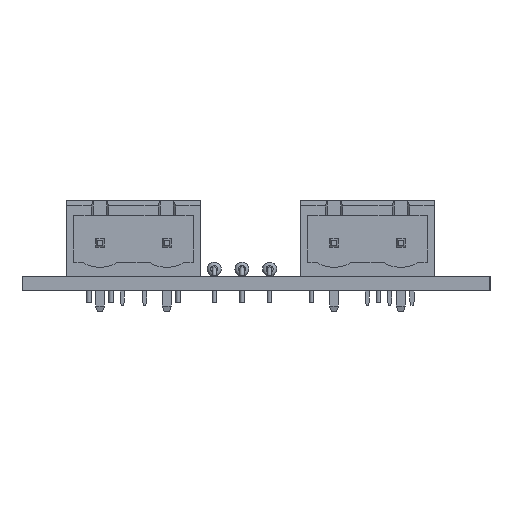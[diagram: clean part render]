
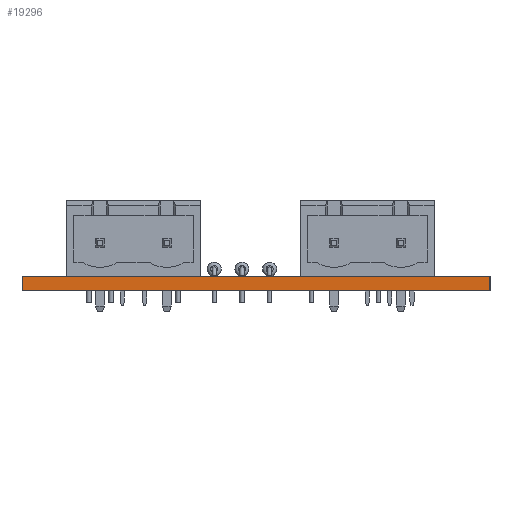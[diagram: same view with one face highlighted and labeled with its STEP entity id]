
A CAD part, left-side view. The second image highlights one B-rep face of the part: STEP entity #19296.
In plain terms, the highlighted planar face has unit normal (-1, 0, 0).
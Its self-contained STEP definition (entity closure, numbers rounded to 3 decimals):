
#19115 = PLANE('',#19116);
#19116 = AXIS2_PLACEMENT_3D('',#19117,#19118,#19119);
#19117 = CARTESIAN_POINT('',(64.516,53.34,0.));
#19118 = DIRECTION('',(0.,-1.,0.));
#19119 = DIRECTION('',(-1.,0.,0.));
#19140 = VERTEX_POINT('',#19141);
#19141 = CARTESIAN_POINT('',(0.,53.34,1.6));
#19155 = PLANE('',#19156);
#19156 = AXIS2_PLACEMENT_3D('',#19157,#19158,#19159);
#19157 = CARTESIAN_POINT('',(33.57,26.523,1.6));
#19158 = DIRECTION('',(0.,0.,1.));
#19159 = DIRECTION('',(1.,0.,0.));
#19167 = EDGE_CURVE('',#19168,#19140,#19170,.T.);
#19168 = VERTEX_POINT('',#19169);
#19169 = CARTESIAN_POINT('',(0.,53.34,0.));
#19170 = SURFACE_CURVE('',#19171,(#19175,#19182),.PCURVE_S1.);
#19171 = LINE('',#19172,#19173);
#19172 = CARTESIAN_POINT('',(0.,53.34,0.));
#19173 = VECTOR('',#19174,1.);
#19174 = DIRECTION('',(0.,0.,1.));
#19175 = PCURVE('',#19115,#19176);
#19176 = DEFINITIONAL_REPRESENTATION('',(#19177),#19181);
#19177 = LINE('',#19178,#19179);
#19178 = CARTESIAN_POINT('',(64.516,0.));
#19179 = VECTOR('',#19180,1.);
#19180 = DIRECTION('',(0.,-1.));
#19181 = ( GEOMETRIC_REPRESENTATION_CONTEXT(2) 
PARAMETRIC_REPRESENTATION_CONTEXT() REPRESENTATION_CONTEXT('2D SPACE',''
  ) );
#19182 = PCURVE('',#19183,#19188);
#19183 = PLANE('',#19184);
#19184 = AXIS2_PLACEMENT_3D('',#19185,#19186,#19187);
#19185 = CARTESIAN_POINT('',(0.,53.34,0.));
#19186 = DIRECTION('',(1.,0.,0.));
#19187 = DIRECTION('',(0.,-1.,0.));
#19188 = DEFINITIONAL_REPRESENTATION('',(#19189),#19193);
#19189 = LINE('',#19190,#19191);
#19190 = CARTESIAN_POINT('',(0.,0.));
#19191 = VECTOR('',#19192,1.);
#19192 = DIRECTION('',(0.,-1.));
#19193 = ( GEOMETRIC_REPRESENTATION_CONTEXT(2) 
PARAMETRIC_REPRESENTATION_CONTEXT() REPRESENTATION_CONTEXT('2D SPACE',''
  ) );
#19209 = PLANE('',#19210);
#19210 = AXIS2_PLACEMENT_3D('',#19211,#19212,#19213);
#19211 = CARTESIAN_POINT('',(33.57,26.523,0.));
#19212 = DIRECTION('',(0.,0.,1.));
#19213 = DIRECTION('',(1.,0.,0.));
#19296 = ADVANCED_FACE('',(#19297),#19183,.F.);
#19297 = FACE_BOUND('',#19298,.F.);
#19298 = EDGE_LOOP('',(#19299,#19300,#19323,#19351));
#19299 = ORIENTED_EDGE('',*,*,#19167,.T.);
#19300 = ORIENTED_EDGE('',*,*,#19301,.T.);
#19301 = EDGE_CURVE('',#19140,#19302,#19304,.T.);
#19302 = VERTEX_POINT('',#19303);
#19303 = CARTESIAN_POINT('',(0.,0.,1.6));
#19304 = SURFACE_CURVE('',#19305,(#19309,#19316),.PCURVE_S1.);
#19305 = LINE('',#19306,#19307);
#19306 = CARTESIAN_POINT('',(0.,53.34,1.6));
#19307 = VECTOR('',#19308,1.);
#19308 = DIRECTION('',(0.,-1.,0.));
#19309 = PCURVE('',#19183,#19310);
#19310 = DEFINITIONAL_REPRESENTATION('',(#19311),#19315);
#19311 = LINE('',#19312,#19313);
#19312 = CARTESIAN_POINT('',(0.,-1.6));
#19313 = VECTOR('',#19314,1.);
#19314 = DIRECTION('',(1.,0.));
#19315 = ( GEOMETRIC_REPRESENTATION_CONTEXT(2) 
PARAMETRIC_REPRESENTATION_CONTEXT() REPRESENTATION_CONTEXT('2D SPACE',''
  ) );
#19316 = PCURVE('',#19155,#19317);
#19317 = DEFINITIONAL_REPRESENTATION('',(#19318),#19322);
#19318 = LINE('',#19319,#19320);
#19319 = CARTESIAN_POINT('',(-33.57,26.817));
#19320 = VECTOR('',#19321,1.);
#19321 = DIRECTION('',(0.,-1.));
#19322 = ( GEOMETRIC_REPRESENTATION_CONTEXT(2) 
PARAMETRIC_REPRESENTATION_CONTEXT() REPRESENTATION_CONTEXT('2D SPACE',''
  ) );
#19323 = ORIENTED_EDGE('',*,*,#19324,.F.);
#19324 = EDGE_CURVE('',#19325,#19302,#19327,.T.);
#19325 = VERTEX_POINT('',#19326);
#19326 = CARTESIAN_POINT('',(0.,0.,0.));
#19327 = SURFACE_CURVE('',#19328,(#19332,#19339),.PCURVE_S1.);
#19328 = LINE('',#19329,#19330);
#19329 = CARTESIAN_POINT('',(0.,0.,0.));
#19330 = VECTOR('',#19331,1.);
#19331 = DIRECTION('',(0.,0.,1.));
#19332 = PCURVE('',#19183,#19333);
#19333 = DEFINITIONAL_REPRESENTATION('',(#19334),#19338);
#19334 = LINE('',#19335,#19336);
#19335 = CARTESIAN_POINT('',(53.34,0.));
#19336 = VECTOR('',#19337,1.);
#19337 = DIRECTION('',(0.,-1.));
#19338 = ( GEOMETRIC_REPRESENTATION_CONTEXT(2) 
PARAMETRIC_REPRESENTATION_CONTEXT() REPRESENTATION_CONTEXT('2D SPACE',''
  ) );
#19339 = PCURVE('',#19340,#19345);
#19340 = PLANE('',#19341);
#19341 = AXIS2_PLACEMENT_3D('',#19342,#19343,#19344);
#19342 = CARTESIAN_POINT('',(0.,0.,0.));
#19343 = DIRECTION('',(0.,1.,0.));
#19344 = DIRECTION('',(1.,0.,0.));
#19345 = DEFINITIONAL_REPRESENTATION('',(#19346),#19350);
#19346 = LINE('',#19347,#19348);
#19347 = CARTESIAN_POINT('',(0.,0.));
#19348 = VECTOR('',#19349,1.);
#19349 = DIRECTION('',(0.,-1.));
#19350 = ( GEOMETRIC_REPRESENTATION_CONTEXT(2) 
PARAMETRIC_REPRESENTATION_CONTEXT() REPRESENTATION_CONTEXT('2D SPACE',''
  ) );
#19351 = ORIENTED_EDGE('',*,*,#19352,.F.);
#19352 = EDGE_CURVE('',#19168,#19325,#19353,.T.);
#19353 = SURFACE_CURVE('',#19354,(#19358,#19365),.PCURVE_S1.);
#19354 = LINE('',#19355,#19356);
#19355 = CARTESIAN_POINT('',(0.,53.34,0.));
#19356 = VECTOR('',#19357,1.);
#19357 = DIRECTION('',(0.,-1.,0.));
#19358 = PCURVE('',#19183,#19359);
#19359 = DEFINITIONAL_REPRESENTATION('',(#19360),#19364);
#19360 = LINE('',#19361,#19362);
#19361 = CARTESIAN_POINT('',(0.,0.));
#19362 = VECTOR('',#19363,1.);
#19363 = DIRECTION('',(1.,0.));
#19364 = ( GEOMETRIC_REPRESENTATION_CONTEXT(2) 
PARAMETRIC_REPRESENTATION_CONTEXT() REPRESENTATION_CONTEXT('2D SPACE',''
  ) );
#19365 = PCURVE('',#19209,#19366);
#19366 = DEFINITIONAL_REPRESENTATION('',(#19367),#19371);
#19367 = LINE('',#19368,#19369);
#19368 = CARTESIAN_POINT('',(-33.57,26.817));
#19369 = VECTOR('',#19370,1.);
#19370 = DIRECTION('',(0.,-1.));
#19371 = ( GEOMETRIC_REPRESENTATION_CONTEXT(2) 
PARAMETRIC_REPRESENTATION_CONTEXT() REPRESENTATION_CONTEXT('2D SPACE',''
  ) );
